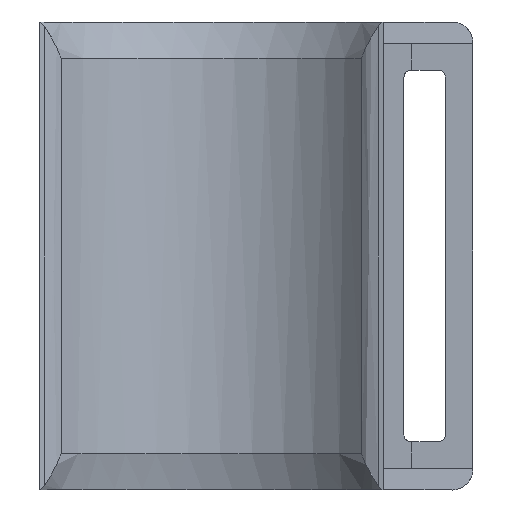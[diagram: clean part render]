
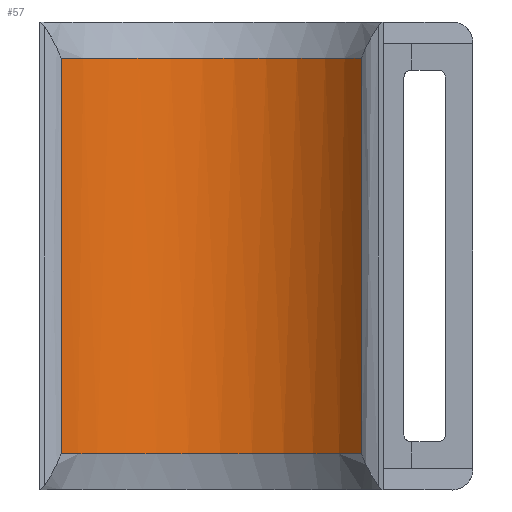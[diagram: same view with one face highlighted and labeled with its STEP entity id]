
A CAD part, front view. The second image highlights one B-rep face of the part: STEP entity #57.
In plain terms, the highlighted free-form (B-spline) face has degree [1, 2] with [2, 9] control points.
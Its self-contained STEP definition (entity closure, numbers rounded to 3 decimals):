
#57=ADVANCED_FACE('',(#186),#1998,.T.);
#186=FACE_OUTER_BOUND('',#313,.T.);
#313=EDGE_LOOP('',(#684,#685,#686,#687));
#684=ORIENTED_EDGE('',*,*,#1233,.F.);
#685=ORIENTED_EDGE('',*,*,#1218,.F.);
#686=ORIENTED_EDGE('',*,*,#1234,.F.);
#687=ORIENTED_EDGE('',*,*,#1214,.T.);
#1214=EDGE_CURVE('',#1863,#1862,#1426,.T.);
#1218=EDGE_CURVE('',#1866,#1865,#1428,.T.);
#1233=EDGE_CURVE('',#1865,#1862,#1431,.T.);
#1234=EDGE_CURVE('',#1863,#1866,#1432,.T.);
#1426=(
BOUNDED_CURVE()
B_SPLINE_CURVE(1,(#5852,#5853),.UNSPECIFIED.,.F.,.F.)
B_SPLINE_CURVE_WITH_KNOTS((2,2),(0.,28.74),.UNSPECIFIED.)
CURVE()
GEOMETRIC_REPRESENTATION_ITEM()
RATIONAL_B_SPLINE_CURVE((1.,1.))
REPRESENTATION_ITEM('')
);
#1428=(
BOUNDED_CURVE()
B_SPLINE_CURVE(1,(#5870,#5871),.UNSPECIFIED.,.F.,.F.)
B_SPLINE_CURVE_WITH_KNOTS((2,2),(0.,28.74),.UNSPECIFIED.)
CURVE()
GEOMETRIC_REPRESENTATION_ITEM()
RATIONAL_B_SPLINE_CURVE((1.,1.))
REPRESENTATION_ITEM('')
);
#1431=(
BOUNDED_CURVE()
B_SPLINE_CURVE(2,(#5940,#5941,#5942,#5943,#5944),.UNSPECIFIED.,.F.,.F.)
B_SPLINE_CURVE_WITH_KNOTS((3,2,3),(0.,12.498,24.996),
 .UNSPECIFIED.)
CURVE()
GEOMETRIC_REPRESENTATION_ITEM()
RATIONAL_B_SPLINE_CURVE((1.,0.902,1.,0.902,1.))
REPRESENTATION_ITEM('')
);
#1432=(
BOUNDED_CURVE()
B_SPLINE_CURVE(2,(#5945,#5946,#5947,#5948,#5949),.UNSPECIFIED.,.F.,.F.)
B_SPLINE_CURVE_WITH_KNOTS((3,2,3),(-24.996,-12.498,
0.),.UNSPECIFIED.)
CURVE()
GEOMETRIC_REPRESENTATION_ITEM()
RATIONAL_B_SPLINE_CURVE((1.,0.902,1.,0.902,1.))
REPRESENTATION_ITEM('')
);
#1862=VERTEX_POINT('',#4602);
#1863=VERTEX_POINT('',#4603);
#1865=VERTEX_POINT('',#4605);
#1866=VERTEX_POINT('',#4606);
#1998=(
BOUNDED_SURFACE()
B_SPLINE_SURFACE(1,2,((#2661,#2662,#2663,#2664,#2665,#2666,#2667,#2668,
#2669),(#2670,#2671,#2672,#2673,#2674,#2675,#2676,#2677,#2678)),
 .UNSPECIFIED.,.F.,.F.,.F.)
B_SPLINE_SURFACE_WITH_KNOTS((2,2),(3,2,2,2,3),(0.,34.49),(0.,
1.571,3.142,4.712,6.283),
 .UNSPECIFIED.)
GEOMETRIC_REPRESENTATION_ITEM()
RATIONAL_B_SPLINE_SURFACE(((1.,0.707,1.,0.707,1.,
0.707,1.,0.707,1.),(1.,0.707,1.,0.707,
1.,0.707,1.,0.707,1.)))
REPRESENTATION_ITEM('')
SURFACE()
);
#2661=CARTESIAN_POINT('',(-14.,-15.,17.245));
#2662=CARTESIAN_POINT('',(-14.,-1.,17.245));
#2663=CARTESIAN_POINT('',(0.,-1.,17.245));
#2664=CARTESIAN_POINT('',(14.,-1.,17.245));
#2665=CARTESIAN_POINT('',(14.,-15.,17.245));
#2666=CARTESIAN_POINT('',(14.,-29.,17.245));
#2667=CARTESIAN_POINT('',(0.,-29.,17.245));
#2668=CARTESIAN_POINT('',(-14.,-29.,17.245));
#2669=CARTESIAN_POINT('',(-14.,-15.,17.245));
#2670=CARTESIAN_POINT('',(-14.,-15.,-17.245));
#2671=CARTESIAN_POINT('',(-14.,-1.,-17.245));
#2672=CARTESIAN_POINT('',(0.,-1.,-17.245));
#2673=CARTESIAN_POINT('',(14.,-1.,-17.245));
#2674=CARTESIAN_POINT('',(14.,-15.,-17.245));
#2675=CARTESIAN_POINT('',(14.,-29.,-17.245));
#2676=CARTESIAN_POINT('',(0.,-29.,-17.245));
#2677=CARTESIAN_POINT('',(-14.,-29.,-17.245));
#2678=CARTESIAN_POINT('',(-14.,-15.,-17.245));
#4602=CARTESIAN_POINT('',(-10.903,-6.218,-14.37));
#4603=CARTESIAN_POINT('',(-10.903,-6.218,14.37));
#4605=CARTESIAN_POINT('',(10.903,-6.218,-14.37));
#4606=CARTESIAN_POINT('',(10.903,-6.218,14.37));
#5852=CARTESIAN_POINT('',(-10.903,-6.218,14.37));
#5853=CARTESIAN_POINT('',(-10.903,-6.218,-14.37));
#5870=CARTESIAN_POINT('',(10.903,-6.218,14.37));
#5871=CARTESIAN_POINT('',(10.903,-6.218,-14.37));
#5940=CARTESIAN_POINT('',(10.903,-6.218,-14.37));
#5941=CARTESIAN_POINT('',(6.7,-1.,-14.37));
#5942=CARTESIAN_POINT('',(0.,-1.,-14.37));
#5943=CARTESIAN_POINT('',(-6.7,-1.,-14.37));
#5944=CARTESIAN_POINT('',(-10.903,-6.218,-14.37));
#5945=CARTESIAN_POINT('',(-10.903,-6.218,14.37));
#5946=CARTESIAN_POINT('',(-6.7,-1.,14.37));
#5947=CARTESIAN_POINT('',(0.,-1.,14.37));
#5948=CARTESIAN_POINT('',(6.7,-1.,14.37));
#5949=CARTESIAN_POINT('',(10.903,-6.218,14.37));
